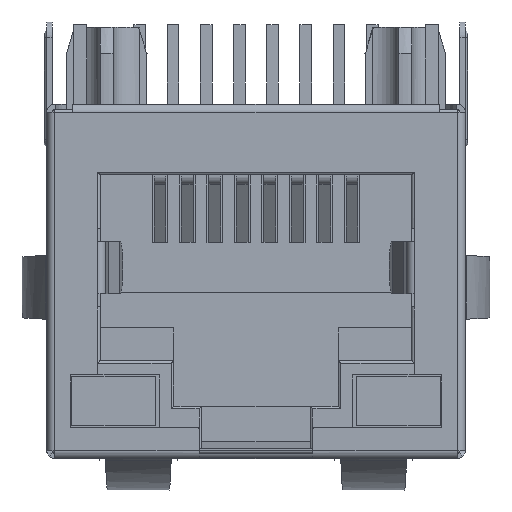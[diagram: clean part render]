
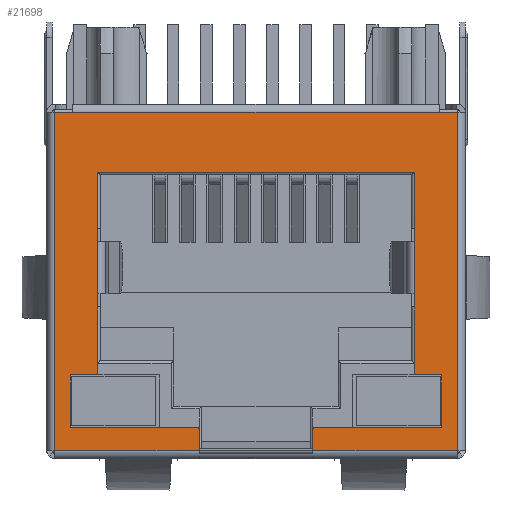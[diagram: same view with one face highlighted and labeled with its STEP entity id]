
A CAD part, front view. The second image highlights one B-rep face of the part: STEP entity #21698.
In plain terms, the highlighted planar face has unit normal (0, -1, 0).
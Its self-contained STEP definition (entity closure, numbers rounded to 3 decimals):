
#573=PLANE('',#22670);
#1372=LINE('',#29533,#2953);
#1374=LINE('',#29538,#2955);
#1430=LINE('',#29674,#3011);
#1431=LINE('',#29679,#3012);
#1434=LINE('',#29695,#3015);
#1435=LINE('',#29698,#3016);
#1436=LINE('',#29701,#3017);
#1437=LINE('',#29703,#3018);
#1438=LINE('',#29705,#3019);
#1439=LINE('',#29709,#3020);
#1440=LINE('',#29710,#3021);
#1441=LINE('',#29712,#3022);
#1442=LINE('',#29714,#3023);
#1443=LINE('',#29716,#3024);
#1444=LINE('',#29718,#3025);
#1445=LINE('',#29719,#3026);
#1446=LINE('',#29723,#3027);
#1447=LINE('',#29725,#3028);
#1448=LINE('',#29727,#3029);
#1449=LINE('',#29730,#3030);
#1450=LINE('',#29732,#3031);
#1451=LINE('',#29734,#3032);
#2953=VECTOR('',#24119,1000.);
#2955=VECTOR('',#24123,1000.);
#3011=VECTOR('',#24205,1000.);
#3012=VECTOR('',#24210,1000.);
#3015=VECTOR('',#24229,1000.);
#3016=VECTOR('',#24230,1000.);
#3017=VECTOR('',#24233,1000.);
#3018=VECTOR('',#24234,1000.);
#3019=VECTOR('',#24235,1000.);
#3020=VECTOR('',#24238,1000.);
#3021=VECTOR('',#24239,1000.);
#3022=VECTOR('',#24240,1000.);
#3023=VECTOR('',#24241,1000.);
#3024=VECTOR('',#24242,1000.);
#3025=VECTOR('',#24243,1000.);
#3026=VECTOR('',#24244,1000.);
#3027=VECTOR('',#24247,1000.);
#3028=VECTOR('',#24248,1000.);
#3029=VECTOR('',#24249,1000.);
#3030=VECTOR('',#24252,1000.);
#3031=VECTOR('',#24253,1000.);
#3032=VECTOR('',#24254,1000.);
#4392=CIRCLE('',#22671,0.1);
#4393=CIRCLE('',#22672,0.1);
#4394=CIRCLE('',#22673,0.1);
#4395=CIRCLE('',#22674,0.1);
#5189=ORIENTED_EDGE('',*,*,#9877,.T.);
#5190=ORIENTED_EDGE('',*,*,#9878,.F.);
#5191=ORIENTED_EDGE('',*,*,#9797,.T.);
#5192=ORIENTED_EDGE('',*,*,#9879,.T.);
#5193=ORIENTED_EDGE('',*,*,#9880,.T.);
#5194=ORIENTED_EDGE('',*,*,#9881,.T.);
#5195=ORIENTED_EDGE('',*,*,#9882,.T.);
#5196=ORIENTED_EDGE('',*,*,#9883,.T.);
#5197=ORIENTED_EDGE('',*,*,#9884,.T.);
#5198=ORIENTED_EDGE('',*,*,#9869,.T.);
#5199=ORIENTED_EDGE('',*,*,#9885,.F.);
#5200=ORIENTED_EDGE('',*,*,#9886,.T.);
#5201=ORIENTED_EDGE('',*,*,#9887,.F.);
#5202=ORIENTED_EDGE('',*,*,#9888,.F.);
#5203=ORIENTED_EDGE('',*,*,#9889,.T.);
#5204=ORIENTED_EDGE('',*,*,#9866,.T.);
#5205=ORIENTED_EDGE('',*,*,#9890,.T.);
#5206=ORIENTED_EDGE('',*,*,#9891,.T.);
#5207=ORIENTED_EDGE('',*,*,#9892,.T.);
#5208=ORIENTED_EDGE('',*,*,#9893,.T.);
#5209=ORIENTED_EDGE('',*,*,#9894,.T.);
#5210=ORIENTED_EDGE('',*,*,#9895,.T.);
#5211=ORIENTED_EDGE('',*,*,#9799,.T.);
#5212=ORIENTED_EDGE('',*,*,#9896,.T.);
#5213=ORIENTED_EDGE('',*,*,#9897,.T.);
#5214=ORIENTED_EDGE('',*,*,#9898,.T.);
#9797=EDGE_CURVE('',#12131,#12133,#1372,.T.);
#9799=EDGE_CURVE('',#12136,#12135,#1374,.T.);
#9866=EDGE_CURVE('',#12203,#12202,#1430,.T.);
#9869=EDGE_CURVE('',#12205,#12204,#1431,.T.);
#9877=EDGE_CURVE('',#12210,#12211,#1434,.T.);
#9878=EDGE_CURVE('',#12131,#12211,#1435,.T.);
#9879=EDGE_CURVE('',#12133,#12212,#4392,.T.);
#9880=EDGE_CURVE('',#12212,#12213,#1436,.T.);
#9881=EDGE_CURVE('',#12213,#12214,#1437,.T.);
#9882=EDGE_CURVE('',#12214,#12215,#1438,.T.);
#9883=EDGE_CURVE('',#12215,#12216,#4393,.T.);
#9884=EDGE_CURVE('',#12216,#12205,#1439,.T.);
#9885=EDGE_CURVE('',#12217,#12204,#1440,.T.);
#9886=EDGE_CURVE('',#12217,#12218,#1441,.T.);
#9887=EDGE_CURVE('',#12219,#12218,#1442,.T.);
#9888=EDGE_CURVE('',#12220,#12219,#1443,.T.);
#9889=EDGE_CURVE('',#12220,#12203,#1444,.T.);
#9890=EDGE_CURVE('',#12202,#12221,#1445,.T.);
#9891=EDGE_CURVE('',#12221,#12222,#4394,.T.);
#9892=EDGE_CURVE('',#12222,#12223,#1446,.T.);
#9893=EDGE_CURVE('',#12223,#12224,#1447,.T.);
#9894=EDGE_CURVE('',#12224,#12225,#1448,.T.);
#9895=EDGE_CURVE('',#12225,#12136,#4395,.T.);
#9896=EDGE_CURVE('',#12135,#12226,#1449,.T.);
#9897=EDGE_CURVE('',#12226,#12227,#1450,.T.);
#9898=EDGE_CURVE('',#12227,#12210,#1451,.T.);
#12131=VERTEX_POINT('',#29528);
#12133=VERTEX_POINT('',#29532);
#12135=VERTEX_POINT('',#29537);
#12136=VERTEX_POINT('',#29539);
#12202=VERTEX_POINT('',#29673);
#12203=VERTEX_POINT('',#29675);
#12204=VERTEX_POINT('',#29678);
#12205=VERTEX_POINT('',#29680);
#12210=VERTEX_POINT('',#29696);
#12211=VERTEX_POINT('',#29697);
#12212=VERTEX_POINT('',#29700);
#12213=VERTEX_POINT('',#29702);
#12214=VERTEX_POINT('',#29704);
#12215=VERTEX_POINT('',#29706);
#12216=VERTEX_POINT('',#29708);
#12217=VERTEX_POINT('',#29711);
#12218=VERTEX_POINT('',#29713);
#12219=VERTEX_POINT('',#29715);
#12220=VERTEX_POINT('',#29717);
#12221=VERTEX_POINT('',#29720);
#12222=VERTEX_POINT('',#29722);
#12223=VERTEX_POINT('',#29724);
#12224=VERTEX_POINT('',#29726);
#12225=VERTEX_POINT('',#29728);
#12226=VERTEX_POINT('',#29731);
#12227=VERTEX_POINT('',#29733);
#13386=EDGE_LOOP('',(#5189,#5190,#5191,#5192,#5193,#5194,#5195,#5196,#5197,
#5198,#5199,#5200,#5201,#5202,#5203,#5204,#5205,#5206,#5207,#5208,#5209,
#5210,#5211,#5212,#5213,#5214));
#14355=FACE_BOUND('',#13386,.T.);
#21698=ADVANCED_FACE('',(#14355),#573,.T.);
#22670=AXIS2_PLACEMENT_3D('',#29694,#24227,#24228);
#22671=AXIS2_PLACEMENT_3D('',#29699,#24231,#24232);
#22672=AXIS2_PLACEMENT_3D('',#29707,#24236,#24237);
#22673=AXIS2_PLACEMENT_3D('',#29721,#24245,#24246);
#22674=AXIS2_PLACEMENT_3D('',#29729,#24250,#24251);
#24119=DIRECTION('',(0.,0.,-1.));
#24123=DIRECTION('',(0.,0.,1.));
#24205=DIRECTION('',(1.,0.,0.));
#24210=DIRECTION('',(1.,0.,0.));
#24227=DIRECTION('',(0.,-1.,0.));
#24228=DIRECTION('',(0.,0.,-1.));
#24229=DIRECTION('',(0.,0.,-1.));
#24230=DIRECTION('',(0.,0.,1.));
#24231=DIRECTION('',(0.,-1.,0.));
#24232=DIRECTION('',(0.,0.,-1.));
#24233=DIRECTION('',(1.,0.,0.));
#24234=DIRECTION('',(0.,0.,-1.));
#24235=DIRECTION('',(-1.,0.,0.));
#24236=DIRECTION('',(0.,-1.,0.));
#24237=DIRECTION('',(0.,0.,-1.));
#24238=DIRECTION('',(0.,0.,-1.));
#24239=DIRECTION('',(0.,0.,-1.));
#24240=DIRECTION('',(-1.,0.,0.));
#24241=DIRECTION('',(1.,0.,0.));
#24242=DIRECTION('',(1.,0.,0.));
#24243=DIRECTION('',(0.,0.,-1.));
#24244=DIRECTION('',(0.,0.,1.));
#24245=DIRECTION('',(0.,-1.,0.));
#24246=DIRECTION('',(0.,0.,-1.));
#24247=DIRECTION('',(-1.,0.,0.));
#24248=DIRECTION('',(0.,0.,1.));
#24249=DIRECTION('',(1.,0.,0.));
#24250=DIRECTION('',(0.,-1.,0.));
#24251=DIRECTION('',(0.,0.,-1.));
#24252=DIRECTION('',(0.,0.,1.));
#24253=DIRECTION('',(0.,0.,1.));
#24254=DIRECTION('',(1.,0.,0.));
#29528=CARTESIAN_POINT('',(6.06,-10.8,-0.475));
#29532=CARTESIAN_POINT('',(6.06,-10.8,-3.475));
#29533=CARTESIAN_POINT('',(6.06,-10.8,6.775));
#29537=CARTESIAN_POINT('',(-6.06,-10.8,-0.475));
#29538=CARTESIAN_POINT('',(-6.06,-10.8,6.775));
#29539=CARTESIAN_POINT('',(-6.06,-10.8,-3.475));
#29673=CARTESIAN_POINT('',(-2.175,-10.8,-6.475));
#29674=CARTESIAN_POINT('',(-7.7,-10.8,-6.475));
#29675=CARTESIAN_POINT('',(-7.7,-10.8,-6.475));
#29678=CARTESIAN_POINT('',(7.7,-10.8,-6.475));
#29679=CARTESIAN_POINT('',(-7.7,-10.8,-6.475));
#29680=CARTESIAN_POINT('',(2.175,-10.8,-6.475));
#29694=CARTESIAN_POINT('',(-7.7,-10.8,6.775));
#29695=CARTESIAN_POINT('',(6.06,-10.8,6.775));
#29696=CARTESIAN_POINT('',(6.06,-10.8,4.175));
#29697=CARTESIAN_POINT('',(6.06,-10.8,1.525));
#29698=CARTESIAN_POINT('',(6.06,-10.8,-0.475));
#29699=CARTESIAN_POINT('',(6.16,-10.8,-3.475));
#29700=CARTESIAN_POINT('',(6.16,-10.8,-3.575));
#29701=CARTESIAN_POINT('',(-7.7,-10.8,-3.575));
#29702=CARTESIAN_POINT('',(7.098,-10.8,-3.575));
#29703=CARTESIAN_POINT('',(7.098,-10.8,6.775));
#29704=CARTESIAN_POINT('',(7.098,-10.8,-5.575));
#29705=CARTESIAN_POINT('',(-7.7,-10.8,-5.575));
#29706=CARTESIAN_POINT('',(2.275,-10.8,-5.575));
#29707=CARTESIAN_POINT('',(2.275,-10.8,-5.675));
#29708=CARTESIAN_POINT('',(2.175,-10.8,-5.675));
#29709=CARTESIAN_POINT('',(2.175,-10.8,6.775));
#29710=CARTESIAN_POINT('',(7.7,-10.8,6.775));
#29711=CARTESIAN_POINT('',(7.7,-10.8,6.475));
#29712=CARTESIAN_POINT('',(7.7,-10.8,6.475));
#29713=CARTESIAN_POINT('',(7.,-10.8,6.475));
#29714=CARTESIAN_POINT('',(-7.7,-10.8,6.475));
#29715=CARTESIAN_POINT('',(-7.,-10.8,6.475));
#29716=CARTESIAN_POINT('',(-7.7,-10.8,6.475));
#29717=CARTESIAN_POINT('',(-7.7,-10.8,6.475));
#29718=CARTESIAN_POINT('',(-7.7,-10.8,6.775));
#29719=CARTESIAN_POINT('',(-2.175,-10.8,6.775));
#29720=CARTESIAN_POINT('',(-2.175,-10.8,-5.675));
#29721=CARTESIAN_POINT('',(-2.275,-10.8,-5.675));
#29722=CARTESIAN_POINT('',(-2.275,-10.8,-5.575));
#29723=CARTESIAN_POINT('',(-7.7,-10.8,-5.575));
#29724=CARTESIAN_POINT('',(-7.098,-10.8,-5.575));
#29725=CARTESIAN_POINT('',(-7.098,-10.8,6.775));
#29726=CARTESIAN_POINT('',(-7.098,-10.8,-3.575));
#29727=CARTESIAN_POINT('',(-7.7,-10.8,-3.575));
#29728=CARTESIAN_POINT('',(-6.16,-10.8,-3.575));
#29729=CARTESIAN_POINT('',(-6.16,-10.8,-3.475));
#29730=CARTESIAN_POINT('',(-6.06,-10.8,-0.475));
#29731=CARTESIAN_POINT('',(-6.06,-10.8,1.525));
#29732=CARTESIAN_POINT('',(-6.06,-10.8,6.775));
#29733=CARTESIAN_POINT('',(-6.06,-10.8,4.175));
#29734=CARTESIAN_POINT('',(-7.7,-10.8,4.175));
